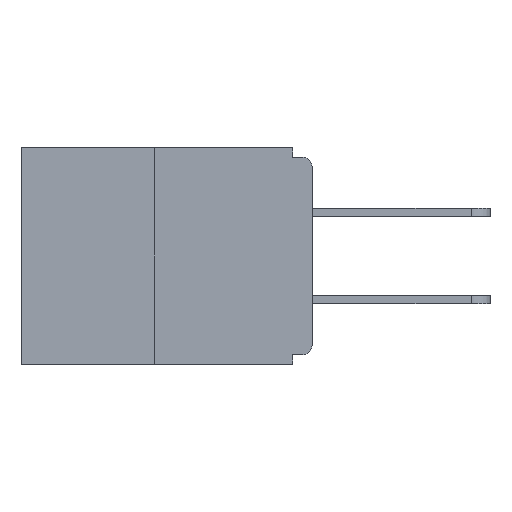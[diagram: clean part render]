
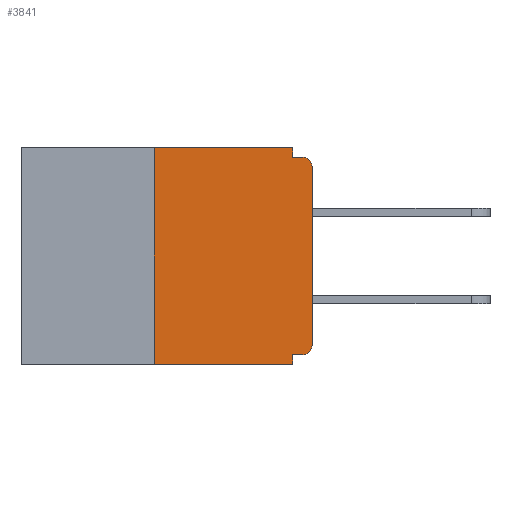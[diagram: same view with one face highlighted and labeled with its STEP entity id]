
A CAD part, left-side view. The second image highlights one B-rep face of the part: STEP entity #3841.
In plain terms, the highlighted planar face has unit normal (-1, 0, 0).
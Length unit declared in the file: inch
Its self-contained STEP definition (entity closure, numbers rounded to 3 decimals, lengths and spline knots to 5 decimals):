
#32 = VERTEX_POINT ( 'NONE', #13360 ) ;
#521 = VECTOR ( 'NONE', #5248, 39.37008 ) ;
#916 = LINE ( 'NONE', #6957, #19620 ) ;
#1251 = EDGE_CURVE ( 'NONE', #23546, #2866, #20085, .T. ) ;
#1472 = ORIENTED_EDGE ( 'NONE', *, *, #9344, .F. ) ;
#1541 = VERTEX_POINT ( 'NONE', #16333 ) ;
#1683 = AXIS2_PLACEMENT_3D ( 'NONE', #16670, #21981, #4522 ) ;
#2866 = VERTEX_POINT ( 'NONE', #22939 ) ;
#2874 = CARTESIAN_POINT ( 'NONE',  ( 0., 0., -0.328 ) ) ;
#3306 = CARTESIAN_POINT ( 'NONE',  ( 0., 0., 0. ) ) ;
#3391 = DIRECTION ( 'NONE',  ( 0., 0., 1. ) ) ;
#3841 = ADVANCED_FACE ( 'NONE', ( #23452 ), #14580, .F. ) ;
#4390 = VECTOR ( 'NONE', #23114, 39.37008 ) ;
#4522 = DIRECTION ( 'NONE',  ( 0., 0., -1. ) ) ;
#5225 = DIRECTION ( 'NONE',  ( 0., 0., -1. ) ) ;
#5248 = DIRECTION ( 'NONE',  ( 0., -1., 0. ) ) ;
#5321 = VERTEX_POINT ( 'NONE', #6789 ) ;
#5573 = CARTESIAN_POINT ( 'NONE',  ( 0., 0.46, 0. ) ) ;
#5738 = ORIENTED_EDGE ( 'NONE', *, *, #1251, .T. ) ;
#6386 = EDGE_CURVE ( 'NONE', #23546, #5321, #10404, .T. ) ;
#6789 = CARTESIAN_POINT ( 'NONE',  ( 0., 0.25, 0. ) ) ;
#6917 = ORIENTED_EDGE ( 'NONE', *, *, #10454, .T. ) ;
#6957 = CARTESIAN_POINT ( 'NONE',  ( 0., 0.46, 0. ) ) ;
#7193 = CARTESIAN_POINT ( 'NONE',  ( 0., 0.46, -0.343 ) ) ;
#7428 = DIRECTION ( 'NONE',  ( 0., 0., -1. ) ) ;
#8556 = VECTOR ( 'NONE', #21010, 39.37008 ) ;
#8992 = VERTEX_POINT ( 'NONE', #17357 ) ;
#9112 = DIRECTION ( 'NONE',  ( 0., 0., 1. ) ) ;
#9233 = EDGE_CURVE ( 'NONE', #8992, #23296, #16351, .T. ) ;
#9272 = ORIENTED_EDGE ( 'NONE', *, *, #6386, .F. ) ;
#9344 = EDGE_CURVE ( 'NONE', #17804, #2866, #11437, .T. ) ;
#9358 = EDGE_CURVE ( 'NONE', #32, #17031, #13157, .T. ) ;
#9575 = DIRECTION ( 'NONE',  ( -1., 0., 0. ) ) ;
#10404 = LINE ( 'NONE', #18409, #10714 ) ;
#10454 = EDGE_CURVE ( 'NONE', #1541, #8992, #19338, .T. ) ;
#10714 = VECTOR ( 'NONE', #9112, 39.37008 ) ;
#10845 = CARTESIAN_POINT ( 'NONE',  ( 0., 0.031, -0.343 ) ) ;
#11437 = LINE ( 'NONE', #10845, #15161 ) ;
#12755 = EDGE_CURVE ( 'NONE', #23296, #17031, #21804, .T. ) ;
#13052 = ORIENTED_EDGE ( 'NONE', *, *, #9233, .T. ) ;
#13157 = LINE ( 'NONE', #18130, #20035 ) ;
#13360 = CARTESIAN_POINT ( 'NONE',  ( 0., 0.031, -0.015 ) ) ;
#13627 = CARTESIAN_POINT ( 'NONE',  ( 0., 0., -0.03 ) ) ;
#13737 = AXIS2_PLACEMENT_3D ( 'NONE', #5573, #16445, #7428 ) ;
#14580 = PLANE ( 'NONE',  #13737 ) ;
#15033 = LINE ( 'NONE', #23337, #4390 ) ;
#15161 = VECTOR ( 'NONE', #5225, 39.37008 ) ;
#15206 = LINE ( 'NONE', #2874, #8556 ) ;
#16333 = CARTESIAN_POINT ( 'NONE',  ( 0., 0.015, -0.328 ) ) ;
#16351 = LINE ( 'NONE', #3306, #22077 ) ;
#16445 = DIRECTION ( 'NONE',  ( 1., 0., 0. ) ) ;
#16670 = CARTESIAN_POINT ( 'NONE',  ( 0., 0.015, -0.03 ) ) ;
#17031 = VERTEX_POINT ( 'NONE', #21547 ) ;
#17357 = CARTESIAN_POINT ( 'NONE',  ( 0., 0., -0.313 ) ) ;
#17804 = VERTEX_POINT ( 'NONE', #20248 ) ;
#18130 = CARTESIAN_POINT ( 'NONE',  ( 0., 0., -0.015 ) ) ;
#18339 = ORIENTED_EDGE ( 'NONE', *, *, #12755, .T. ) ;
#18409 = CARTESIAN_POINT ( 'NONE',  ( 0., 0.25, 0. ) ) ;
#19126 = CARTESIAN_POINT ( 'NONE',  ( 0., 0.031, 0. ) ) ;
#19315 = EDGE_CURVE ( 'NONE', #1541, #17804, #15206, .T. ) ;
#19338 = CIRCLE ( 'NONE', #22466, 0.015 ) ;
#19620 = VECTOR ( 'NONE', #19818, 39.37008 ) ;
#19818 = DIRECTION ( 'NONE',  ( 0., -1., 0. ) ) ;
#20035 = VECTOR ( 'NONE', #20088, 39.37008 ) ;
#20085 = LINE ( 'NONE', #7193, #521 ) ;
#20088 = DIRECTION ( 'NONE',  ( 0., -1., 0. ) ) ;
#20248 = CARTESIAN_POINT ( 'NONE',  ( 0., 0.031, -0.328 ) ) ;
#20371 = EDGE_LOOP ( 'NONE', ( #23559, #9272, #5738, #1472, #22663, #6917, #13052, #18339, #23603, #22036 ) ) ;
#21010 = DIRECTION ( 'NONE',  ( 0., 1., 0. ) ) ;
#21547 = CARTESIAN_POINT ( 'NONE',  ( 0., 0.015, -0.015 ) ) ;
#21804 = CIRCLE ( 'NONE', #1683, 0.015 ) ;
#21981 = DIRECTION ( 'NONE',  ( -1., 0., 0. ) ) ;
#22036 = ORIENTED_EDGE ( 'NONE', *, *, #22985, .F. ) ;
#22077 = VECTOR ( 'NONE', #3391, 39.37008 ) ;
#22293 = VERTEX_POINT ( 'NONE', #19126 ) ;
#22416 = DIRECTION ( 'NONE',  ( 0., 0., -1. ) ) ;
#22466 = AXIS2_PLACEMENT_3D ( 'NONE', #22504, #9575, #22416 ) ;
#22504 = CARTESIAN_POINT ( 'NONE',  ( 0., 0.015, -0.313 ) ) ;
#22663 = ORIENTED_EDGE ( 'NONE', *, *, #19315, .F. ) ;
#22939 = CARTESIAN_POINT ( 'NONE',  ( 0., 0.031, -0.343 ) ) ;
#22985 = EDGE_CURVE ( 'NONE', #22293, #32, #15033, .T. ) ;
#23055 = EDGE_CURVE ( 'NONE', #5321, #22293, #916, .T. ) ;
#23114 = DIRECTION ( 'NONE',  ( 0., 0., -1. ) ) ;
#23296 = VERTEX_POINT ( 'NONE', #13627 ) ;
#23337 = CARTESIAN_POINT ( 'NONE',  ( 0., 0.031, 0. ) ) ;
#23412 = CARTESIAN_POINT ( 'NONE',  ( 0., 0.25, -0.343 ) ) ;
#23452 = FACE_OUTER_BOUND ( 'NONE', #20371, .T. ) ;
#23546 = VERTEX_POINT ( 'NONE', #23412 ) ;
#23559 = ORIENTED_EDGE ( 'NONE', *, *, #23055, .F. ) ;
#23603 = ORIENTED_EDGE ( 'NONE', *, *, #9358, .F. ) ;
